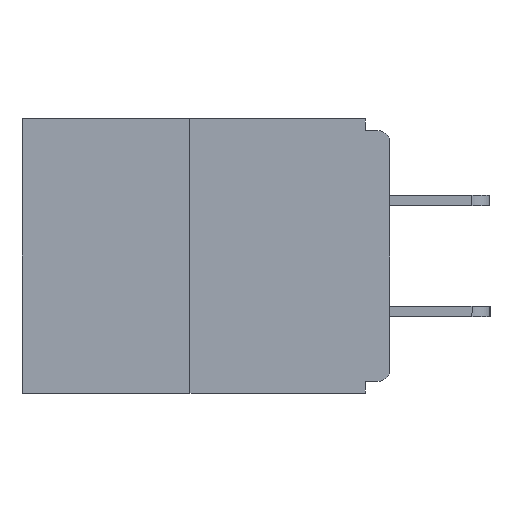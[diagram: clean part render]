
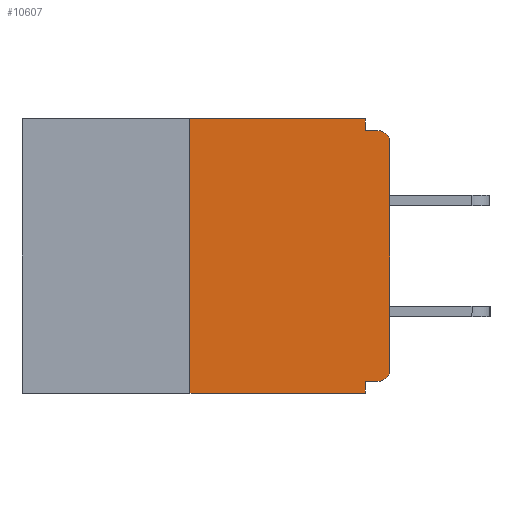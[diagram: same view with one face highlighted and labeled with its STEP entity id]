
A CAD part, left-side view. The second image highlights one B-rep face of the part: STEP entity #10607.
In plain terms, the highlighted planar face has unit normal (-1, 0, 0).
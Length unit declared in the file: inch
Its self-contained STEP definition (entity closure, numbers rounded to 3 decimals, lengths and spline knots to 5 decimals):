
#120 = EDGE_LOOP ( 'NONE', ( #16608, #12363, #7593, #19286, #11442, #2870, #10552, #6069, #14349, #314 ) ) ;
#314 = ORIENTED_EDGE ( 'NONE', *, *, #12995, .F. ) ;
#401 = CARTESIAN_POINT ( 'NONE',  ( 0., 0.25, 0. ) ) ;
#478 = VERTEX_POINT ( 'NONE', #401 ) ;
#519 = CARTESIAN_POINT ( 'NONE',  ( 0., 0., -0.03 ) ) ;
#1387 = DIRECTION ( 'NONE',  ( 0., 0., -1. ) ) ;
#1759 = LINE ( 'NONE', #22593, #10700 ) ;
#2379 = LINE ( 'NONE', #11743, #7658 ) ;
#2526 = VERTEX_POINT ( 'NONE', #22986 ) ;
#2705 = EDGE_CURVE ( 'NONE', #21913, #478, #9268, .T. ) ;
#2870 = ORIENTED_EDGE ( 'NONE', *, *, #22561, .T. ) ;
#2902 = CARTESIAN_POINT ( 'NONE',  ( 0., 0., 0. ) ) ;
#3222 = DIRECTION ( 'NONE',  ( -1., 0., 0. ) ) ;
#3779 = DIRECTION ( 'NONE',  ( 0., 0., -1. ) ) ;
#4170 = LINE ( 'NONE', #23572, #6032 ) ;
#4183 = VECTOR ( 'NONE', #1387, 39.37008 ) ;
#4321 = LINE ( 'NONE', #2902, #24660 ) ;
#4578 = VECTOR ( 'NONE', #12252, 39.37008 ) ;
#4595 = CIRCLE ( 'NONE', #24936, 0.015 ) ;
#5060 = LINE ( 'NONE', #24926, #16119 ) ;
#5510 = AXIS2_PLACEMENT_3D ( 'NONE', #7556, #3222, #11481 ) ;
#6032 = VECTOR ( 'NONE', #14051, 39.37008 ) ;
#6069 = ORIENTED_EDGE ( 'NONE', *, *, #21144, .T. ) ;
#7133 = VERTEX_POINT ( 'NONE', #10312 ) ;
#7314 = DIRECTION ( 'NONE',  ( -1., 0., 0. ) ) ;
#7556 = CARTESIAN_POINT ( 'NONE',  ( 0., 0.015, -0.313 ) ) ;
#7593 = ORIENTED_EDGE ( 'NONE', *, *, #16618, .T. ) ;
#7658 = VECTOR ( 'NONE', #25558, 39.37008 ) ;
#7672 = DIRECTION ( 'NONE',  ( 1., 0., 0. ) ) ;
#7793 = VECTOR ( 'NONE', #22021, 39.37008 ) ;
#7997 = CARTESIAN_POINT ( 'NONE',  ( 0., 0.015, -0.015 ) ) ;
#8604 = VERTEX_POINT ( 'NONE', #13387 ) ;
#9103 = DIRECTION ( 'NONE',  ( 0., 0., 1. ) ) ;
#9180 = FACE_OUTER_BOUND ( 'NONE', #120, .T. ) ;
#9268 = LINE ( 'NONE', #13673, #7793 ) ;
#9427 = PLANE ( 'NONE',  #14941 ) ;
#9794 = LINE ( 'NONE', #11995, #4578 ) ;
#10050 = VERTEX_POINT ( 'NONE', #16759 ) ;
#10312 = CARTESIAN_POINT ( 'NONE',  ( 0., 0.031, 0. ) ) ;
#10552 = ORIENTED_EDGE ( 'NONE', *, *, #18917, .T. ) ;
#10607 = ADVANCED_FACE ( 'NONE', ( #9180 ), #9427, .F. ) ;
#10700 = VECTOR ( 'NONE', #10775, 39.37008 ) ;
#10775 = DIRECTION ( 'NONE',  ( 0., 1., 0. ) ) ;
#10963 = EDGE_CURVE ( 'NONE', #2526, #25362, #1759, .T. ) ;
#11442 = ORIENTED_EDGE ( 'NONE', *, *, #10963, .F. ) ;
#11481 = DIRECTION ( 'NONE',  ( 0., 0., -1. ) ) ;
#11743 = CARTESIAN_POINT ( 'NONE',  ( 0., 0.46, 0. ) ) ;
#11900 = CIRCLE ( 'NONE', #5510, 0.015 ) ;
#11995 = CARTESIAN_POINT ( 'NONE',  ( 0., 0.031, -0.343 ) ) ;
#12252 = DIRECTION ( 'NONE',  ( 0., 0., -1. ) ) ;
#12363 = ORIENTED_EDGE ( 'NONE', *, *, #2705, .F. ) ;
#12995 = EDGE_CURVE ( 'NONE', #7133, #10050, #21734, .T. ) ;
#13387 = CARTESIAN_POINT ( 'NONE',  ( 0., 0., -0.313 ) ) ;
#13673 = CARTESIAN_POINT ( 'NONE',  ( 0., 0.25, 0. ) ) ;
#14051 = DIRECTION ( 'NONE',  ( 0., -1., 0. ) ) ;
#14349 = ORIENTED_EDGE ( 'NONE', *, *, #15993, .F. ) ;
#14941 = AXIS2_PLACEMENT_3D ( 'NONE', #25337, #7672, #3779 ) ;
#15263 = CARTESIAN_POINT ( 'NONE',  ( 0., 0.031, 0. ) ) ;
#15521 = CARTESIAN_POINT ( 'NONE',  ( 0., 0.25, -0.343 ) ) ;
#15993 = EDGE_CURVE ( 'NONE', #10050, #20277, #4170, .T. ) ;
#16119 = VECTOR ( 'NONE', #23270, 39.37008 ) ;
#16608 = ORIENTED_EDGE ( 'NONE', *, *, #20222, .F. ) ;
#16618 = EDGE_CURVE ( 'NONE', #21913, #19254, #5060, .T. ) ;
#16759 = CARTESIAN_POINT ( 'NONE',  ( 0., 0.031, -0.015 ) ) ;
#16900 = CARTESIAN_POINT ( 'NONE',  ( 0., 0.015, -0.03 ) ) ;
#17550 = VERTEX_POINT ( 'NONE', #519 ) ;
#18917 = EDGE_CURVE ( 'NONE', #8604, #17550, #4321, .T. ) ;
#19254 = VERTEX_POINT ( 'NONE', #23516 ) ;
#19286 = ORIENTED_EDGE ( 'NONE', *, *, #20302, .F. ) ;
#20222 = EDGE_CURVE ( 'NONE', #478, #7133, #2379, .T. ) ;
#20277 = VERTEX_POINT ( 'NONE', #7997 ) ;
#20302 = EDGE_CURVE ( 'NONE', #25362, #19254, #9794, .T. ) ;
#21144 = EDGE_CURVE ( 'NONE', #17550, #20277, #4595, .T. ) ;
#21734 = LINE ( 'NONE', #15263, #4183 ) ;
#21879 = CARTESIAN_POINT ( 'NONE',  ( 0., 0.031, -0.328 ) ) ;
#21913 = VERTEX_POINT ( 'NONE', #15521 ) ;
#22021 = DIRECTION ( 'NONE',  ( 0., 0., 1. ) ) ;
#22561 = EDGE_CURVE ( 'NONE', #2526, #8604, #11900, .T. ) ;
#22593 = CARTESIAN_POINT ( 'NONE',  ( 0., 0., -0.328 ) ) ;
#22986 = CARTESIAN_POINT ( 'NONE',  ( 0., 0.015, -0.328 ) ) ;
#23052 = DIRECTION ( 'NONE',  ( 0., 0., -1. ) ) ;
#23270 = DIRECTION ( 'NONE',  ( 0., -1., 0. ) ) ;
#23516 = CARTESIAN_POINT ( 'NONE',  ( 0., 0.031, -0.343 ) ) ;
#23572 = CARTESIAN_POINT ( 'NONE',  ( 0., 0., -0.015 ) ) ;
#24660 = VECTOR ( 'NONE', #9103, 39.37008 ) ;
#24926 = CARTESIAN_POINT ( 'NONE',  ( 0., 0.46, -0.343 ) ) ;
#24936 = AXIS2_PLACEMENT_3D ( 'NONE', #16900, #7314, #23052 ) ;
#25337 = CARTESIAN_POINT ( 'NONE',  ( 0., 0.46, 0. ) ) ;
#25362 = VERTEX_POINT ( 'NONE', #21879 ) ;
#25558 = DIRECTION ( 'NONE',  ( 0., -1., 0. ) ) ;
